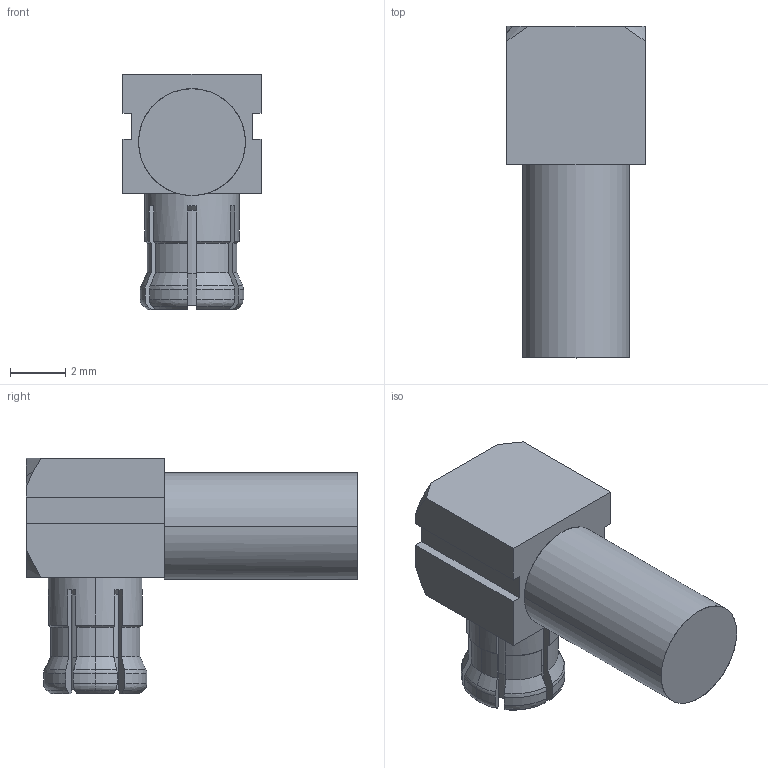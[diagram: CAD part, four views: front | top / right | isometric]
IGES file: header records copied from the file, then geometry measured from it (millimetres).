
Start section: SolidWorks IGES file using analytic representation for surfaces
Global section: file name: R113.183.020G.IGS; native system: SolidWorks 2011; preprocessor: SolidWorks 2011; author: RAYMOND_G; date: 140414.090525; units: millimetre
Bounding box: 5 x 12 x 8.51 mm (x, y, z)
Surface area: 354.4 mm2 (no closed solid volume)
Topology: 0 solids, 0 shells, 130 faces, 1035 edges, 1035 vertices
Faces by surface type: revolution 77, bspline 53
